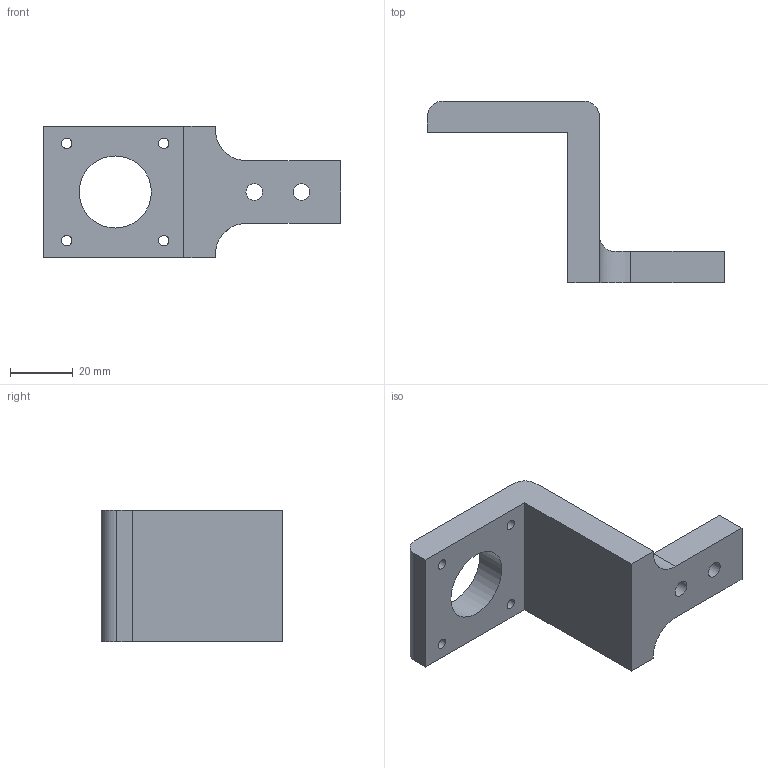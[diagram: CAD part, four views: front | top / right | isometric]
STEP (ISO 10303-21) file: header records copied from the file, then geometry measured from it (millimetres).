
FILE_DESCRIPTION(/* description */ (''),/* implementation_level */ '2;1');
FILE_NAME(/* name */ 'NEMA17BaseHolder.stp',/* time_stamp */ '2025-04-27T18:14:01-05:00',/* author */ ('Andrew'),/* organization */ (''),/* preprocessor_version */ 'ST-DEVELOPER v20',/* originating_system */ 'Autodesk Inventor 2025',/* authorisation */ '');
FILE_SCHEMA (('AUTOMOTIVE_DESIGN { 1 0 10303 214 3 1 1 }'));
Length unit declared in the file: millimetre
Products named in the file (1): NEMA17BaseHolder
Bounding box: 94.84 x 58.01 x 41.84 mm (x, y, z)
Volume: 46245.3 mm3; surface area: 14120 mm2
Topology: 1 solids, 1 shells, 24 faces, 66 edges, 44 vertices
Faces by surface type: cylinder 12, plane 12
Full cylindrical faces by diameter (mm): 3.3 x4, 5.3 x2, 23 x1
Entity records: 857 total; most frequent: CARTESIAN_POINT 153, DIRECTION 136, ORIENTED_EDGE 132, EDGE_CURVE 66, AXIS2_PLACEMENT_3D 47, VERTEX_POINT 44, LINE 42, VECTOR 42
